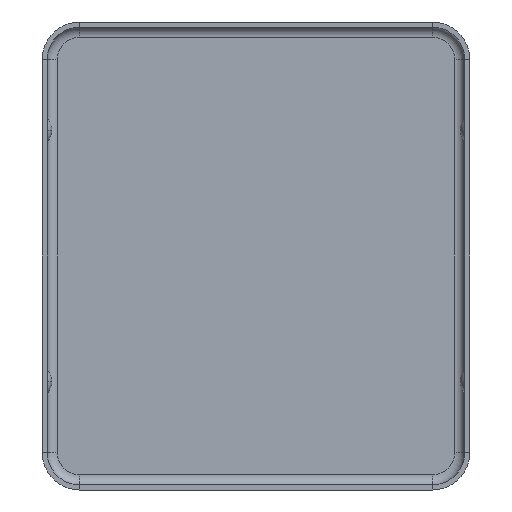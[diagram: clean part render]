
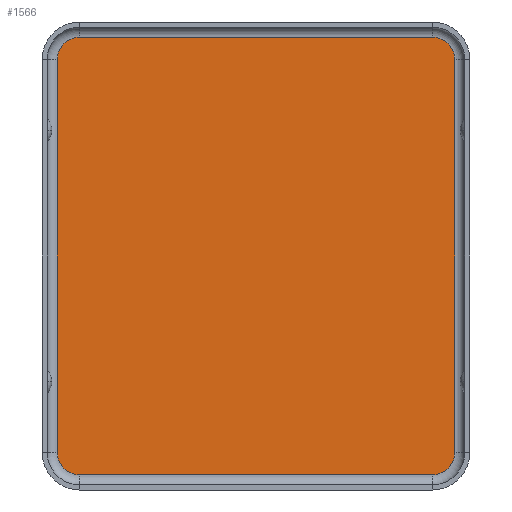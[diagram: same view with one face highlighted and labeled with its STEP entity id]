
A CAD part, front view. The second image highlights one B-rep face of the part: STEP entity #1566.
In plain terms, the highlighted planar face has unit normal (0, -1, 0).
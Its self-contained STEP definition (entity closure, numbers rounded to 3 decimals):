
#80 = EDGE_LOOP ( 'NONE', ( #992, #232, #1586, #1267, #1224, #158, #444, #407 ) ) ;
#84 = CARTESIAN_POINT ( 'NONE',  ( -7., -0.2, 8.7 ) ) ;
#96 = LINE ( 'NONE', #542, #397 ) ;
#102 = DIRECTION ( 'NONE',  ( 0., 0., -1. ) ) ;
#122 = CARTESIAN_POINT ( 'NONE',  ( -7., -0.2, 7.8 ) ) ;
#128 = CARTESIAN_POINT ( 'NONE',  ( -7., -0.2, -8.7 ) ) ;
#152 = CARTESIAN_POINT ( 'NONE',  ( 7.9, -0.2, -7.8 ) ) ;
#158 = ORIENTED_EDGE ( 'NONE', *, *, #986, .F. ) ;
#159 = DIRECTION ( 'NONE',  ( 0., 1., 0. ) ) ;
#171 = VECTOR ( 'NONE', #102, 1000. ) ;
#232 = ORIENTED_EDGE ( 'NONE', *, *, #1471, .F. ) ;
#309 = LINE ( 'NONE', #1565, #1598 ) ;
#345 = AXIS2_PLACEMENT_3D ( 'NONE', #122, #362, #1234 ) ;
#357 = AXIS2_PLACEMENT_3D ( 'NONE', #907, #1158, #1033 ) ;
#362 = DIRECTION ( 'NONE',  ( 0., 1., 0. ) ) ;
#395 = DIRECTION ( 'NONE',  ( 0., 0., 1. ) ) ;
#397 = VECTOR ( 'NONE', #1045, 1000. ) ;
#407 = ORIENTED_EDGE ( 'NONE', *, *, #564, .T. ) ;
#414 = DIRECTION ( 'NONE',  ( -1., 0., 0. ) ) ;
#444 = ORIENTED_EDGE ( 'NONE', *, *, #967, .F. ) ;
#465 = CARTESIAN_POINT ( 'NONE',  ( 7.9, -0.2, 0. ) ) ;
#470 = VERTEX_POINT ( 'NONE', #1350 ) ;
#513 = CIRCLE ( 'NONE', #1195, 0.9 ) ;
#522 = CARTESIAN_POINT ( 'NONE',  ( 7., -0.2, 8.7 ) ) ;
#542 = CARTESIAN_POINT ( 'NONE',  ( -7.9, -0.2, 0. ) ) ;
#564 = EDGE_CURVE ( 'NONE', #700, #1208, #1051, .T. ) ;
#565 = DIRECTION ( 'NONE',  ( 0., 0., 1. ) ) ;
#580 = CARTESIAN_POINT ( 'NONE',  ( 7., -0.2, -8.7 ) ) ;
#584 = EDGE_CURVE ( 'NONE', #1568, #470, #96, .T. ) ;
#622 = EDGE_CURVE ( 'NONE', #1208, #1290, #715, .T. ) ;
#644 = DIRECTION ( 'NONE',  ( -1., 0., 0. ) ) ;
#694 = CARTESIAN_POINT ( 'NONE',  ( -7., -0.2, -7.8 ) ) ;
#700 = VERTEX_POINT ( 'NONE', #1184 ) ;
#704 = DIRECTION ( 'NONE',  ( 0., -1., 0. ) ) ;
#715 = LINE ( 'NONE', #522, #1004 ) ;
#744 = EDGE_CURVE ( 'NONE', #888, #801, #309, .T. ) ;
#772 = CIRCLE ( 'NONE', #1152, 0.9 ) ;
#790 = PLANE ( 'NONE',  #1362 ) ;
#801 = VERTEX_POINT ( 'NONE', #128 ) ;
#834 = EDGE_CURVE ( 'NONE', #470, #801, #513, .T. ) ;
#888 = VERTEX_POINT ( 'NONE', #580 ) ;
#907 = CARTESIAN_POINT ( 'NONE',  ( 7., -0.2, 7.8 ) ) ;
#967 = EDGE_CURVE ( 'NONE', #700, #1028, #1179, .T. ) ;
#986 = EDGE_CURVE ( 'NONE', #1028, #888, #772, .T. ) ;
#992 = ORIENTED_EDGE ( 'NONE', *, *, #622, .T. ) ;
#1004 = VECTOR ( 'NONE', #414, 1000. ) ;
#1028 = VERTEX_POINT ( 'NONE', #152 ) ;
#1033 = DIRECTION ( 'NONE',  ( 0., 0., -1. ) ) ;
#1045 = DIRECTION ( 'NONE',  ( 0., 0., -1. ) ) ;
#1051 = CIRCLE ( 'NONE', #357, 0.9 ) ;
#1121 = FACE_OUTER_BOUND ( 'NONE', #80, .T. ) ;
#1152 = AXIS2_PLACEMENT_3D ( 'NONE', #1215, #1347, #1466 ) ;
#1158 = DIRECTION ( 'NONE',  ( 0., -1., 0. ) ) ;
#1179 = LINE ( 'NONE', #465, #171 ) ;
#1184 = CARTESIAN_POINT ( 'NONE',  ( 7.9, -0.2, 7.8 ) ) ;
#1195 = AXIS2_PLACEMENT_3D ( 'NONE', #694, #704, #565 ) ;
#1208 = VERTEX_POINT ( 'NONE', #1457 ) ;
#1215 = CARTESIAN_POINT ( 'NONE',  ( 7., -0.2, -7.8 ) ) ;
#1224 = ORIENTED_EDGE ( 'NONE', *, *, #744, .F. ) ;
#1234 = DIRECTION ( 'NONE',  ( 0., 0., -1. ) ) ;
#1267 = ORIENTED_EDGE ( 'NONE', *, *, #834, .T. ) ;
#1277 = CARTESIAN_POINT ( 'NONE',  ( -7.9, -0.2, 7.8 ) ) ;
#1290 = VERTEX_POINT ( 'NONE', #84 ) ;
#1347 = DIRECTION ( 'NONE',  ( 0., 1., 0. ) ) ;
#1350 = CARTESIAN_POINT ( 'NONE',  ( -7.9, -0.2, -7.8 ) ) ;
#1362 = AXIS2_PLACEMENT_3D ( 'NONE', #1406, #159, #395 ) ;
#1406 = CARTESIAN_POINT ( 'NONE',  ( 7., -0.2, -7.8 ) ) ;
#1457 = CARTESIAN_POINT ( 'NONE',  ( 7., -0.2, 8.7 ) ) ;
#1466 = DIRECTION ( 'NONE',  ( 0., 0., 1. ) ) ;
#1471 = EDGE_CURVE ( 'NONE', #1568, #1290, #1538, .T. ) ;
#1538 = CIRCLE ( 'NONE', #345, 0.9 ) ;
#1565 = CARTESIAN_POINT ( 'NONE',  ( 7., -0.2, -8.7 ) ) ;
#1566 = ADVANCED_FACE ( 'NONE', ( #1121 ), #790, .F. ) ;
#1568 = VERTEX_POINT ( 'NONE', #1277 ) ;
#1586 = ORIENTED_EDGE ( 'NONE', *, *, #584, .T. ) ;
#1598 = VECTOR ( 'NONE', #644, 1000. ) ;
